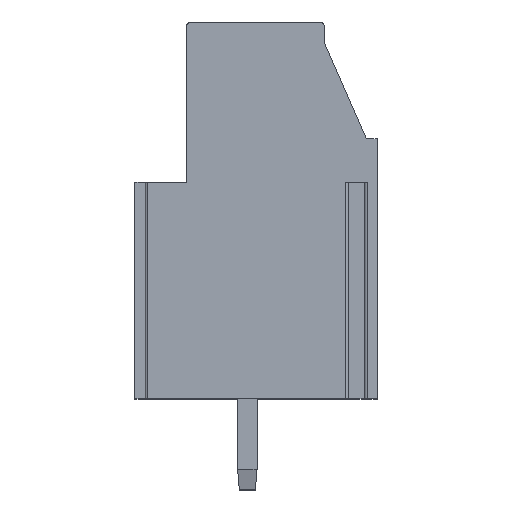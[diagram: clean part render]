
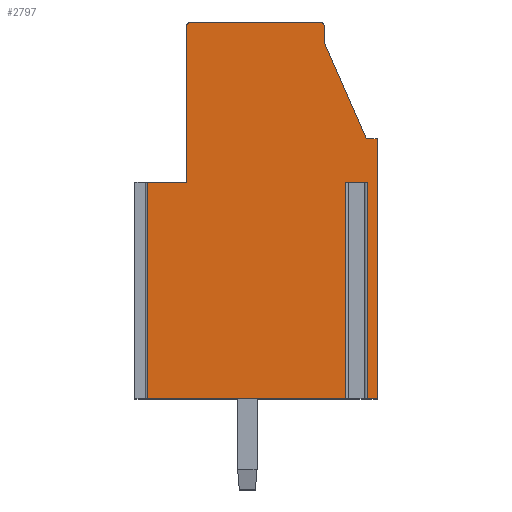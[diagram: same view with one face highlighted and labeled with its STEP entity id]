
A CAD part, top view. The second image highlights one B-rep face of the part: STEP entity #2797.
In plain terms, the highlighted planar face has unit normal (0, 0, 1).
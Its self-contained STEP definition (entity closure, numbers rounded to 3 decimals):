
#83=DIRECTION('',(-1.,0.,0.));
#84=VECTOR('',#83,1.806);
#85=CARTESIAN_POINT('',(-3.2,1.3,2.5));
#86=LINE('',#85,#84);
#523=DIRECTION('',(1.,0.,0.));
#524=VECTOR('',#523,0.989);
#525=CARTESIAN_POINT('',(4.142,1.3,2.5));
#526=LINE('',#525,#524);
#527=DIRECTION('',(0.,-1.,0.));
#528=VECTOR('',#527,10.);
#529=CARTESIAN_POINT('',(4.142,1.3,2.5));
#530=LINE('',#529,#528);
#531=DIRECTION('',(1.,0.,0.));
#532=VECTOR('',#531,9.148);
#533=CARTESIAN_POINT('',(-5.006,-8.7,2.5));
#534=LINE('',#533,#532);
#535=DIRECTION('',(0.,-1.,0.));
#536=VECTOR('',#535,10.);
#537=CARTESIAN_POINT('',(-5.006,1.3,2.5));
#538=LINE('',#537,#536);
#539=DIRECTION('',(0.,-1.,0.));
#540=VECTOR('',#539,7.2);
#541=CARTESIAN_POINT('',(-3.2,8.5,2.5));
#542=LINE('',#541,#540);
#543=CARTESIAN_POINT('',(-3.,8.5,2.5));
#544=DIRECTION('',(0.,0.,1.));
#545=DIRECTION('',(0.,1.,0.));
#546=AXIS2_PLACEMENT_3D('',#543,#544,#545);
#548=DIRECTION('',(-1.,0.,0.));
#549=VECTOR('',#548,5.95);
#550=CARTESIAN_POINT('',(2.95,8.7,2.5));
#551=LINE('',#550,#549);
#552=CARTESIAN_POINT('',(2.95,8.5,2.5));
#553=DIRECTION('',(0.,0.,1.));
#554=DIRECTION('',(1.,0.,0.));
#555=AXIS2_PLACEMENT_3D('',#552,#553,#554);
#557=DIRECTION('',(0.,1.,0.));
#558=VECTOR('',#557,0.75);
#559=CARTESIAN_POINT('',(3.15,7.75,2.5));
#560=LINE('',#559,#558);
#561=DIRECTION('',(-0.401,0.916,0.));
#562=VECTOR('',#561,4.859);
#563=CARTESIAN_POINT('',(5.1,3.3,2.5));
#564=LINE('',#563,#562);
#565=DIRECTION('',(-1.,0.,0.));
#566=VECTOR('',#565,0.5);
#567=CARTESIAN_POINT('',(5.6,3.3,2.5));
#568=LINE('',#567,#566);
#569=DIRECTION('',(0.,1.,0.));
#570=VECTOR('',#569,12.);
#571=CARTESIAN_POINT('',(5.6,-8.7,2.5));
#572=LINE('',#571,#570);
#573=DIRECTION('',(1.,0.,0.));
#574=VECTOR('',#573,0.469);
#575=CARTESIAN_POINT('',(5.131,-8.7,2.5));
#576=LINE('',#575,#574);
#577=DIRECTION('',(0.,-1.,0.));
#578=VECTOR('',#577,10.);
#579=CARTESIAN_POINT('',(5.131,1.3,2.5));
#580=LINE('',#579,#578);
#1661=CARTESIAN_POINT('',(5.1,3.3,2.5));
#1662=CARTESIAN_POINT('',(3.15,7.75,2.5));
#1663=VERTEX_POINT('',#1661);
#1664=VERTEX_POINT('',#1662);
#1665=CARTESIAN_POINT('',(3.15,8.5,2.5));
#1666=VERTEX_POINT('',#1665);
#1667=CARTESIAN_POINT('',(2.95,8.7,2.5));
#1668=VERTEX_POINT('',#1667);
#1669=CARTESIAN_POINT('',(-3.,8.7,2.5));
#1670=VERTEX_POINT('',#1669);
#1671=CARTESIAN_POINT('',(-3.2,8.5,2.5));
#1672=VERTEX_POINT('',#1671);
#1673=CARTESIAN_POINT('',(-3.2,1.3,2.5));
#1674=VERTEX_POINT('',#1673);
#1675=CARTESIAN_POINT('',(5.6,-8.7,2.5));
#1676=CARTESIAN_POINT('',(5.6,3.3,2.5));
#1677=VERTEX_POINT('',#1675);
#1678=VERTEX_POINT('',#1676);
#1691=CARTESIAN_POINT('',(4.142,1.3,2.5));
#1692=CARTESIAN_POINT('',(5.131,1.3,2.5));
#1693=VERTEX_POINT('',#1691);
#1694=VERTEX_POINT('',#1692);
#1695=CARTESIAN_POINT('',(-5.006,1.3,2.5));
#1696=CARTESIAN_POINT('',(-5.006,-8.7,2.5));
#1697=VERTEX_POINT('',#1695);
#1698=VERTEX_POINT('',#1696);
#1699=CARTESIAN_POINT('',(5.131,-8.7,2.5));
#1700=VERTEX_POINT('',#1699);
#1701=CARTESIAN_POINT('',(4.142,-8.7,2.5));
#1702=VERTEX_POINT('',#1701);
#2772=CARTESIAN_POINT('',(0.,0.,2.5));
#2773=DIRECTION('',(0.,0.,1.));
#2774=DIRECTION('',(1.,0.,0.));
#2775=AXIS2_PLACEMENT_3D('',#2772,#2773,#2774);
#2776=PLANE('',#2775);
#2778=ORIENTED_EDGE('',*,*,#2777,.F.);
#2780=ORIENTED_EDGE('',*,*,#2779,.T.);
#2781=ORIENTED_EDGE('',*,*,#2546,.F.);
#2782=ORIENTED_EDGE('',*,*,#2764,.F.);
#2783=ORIENTED_EDGE('',*,*,#2189,.F.);
#2784=ORIENTED_EDGE('',*,*,#2363,.F.);
#2785=ORIENTED_EDGE('',*,*,#2376,.F.);
#2786=ORIENTED_EDGE('',*,*,#2390,.F.);
#2787=ORIENTED_EDGE('',*,*,#2422,.F.);
#2788=ORIENTED_EDGE('',*,*,#2436,.F.);
#2789=ORIENTED_EDGE('',*,*,#2450,.F.);
#2790=ORIENTED_EDGE('',*,*,#2464,.F.);
#2791=ORIENTED_EDGE('',*,*,#2478,.F.);
#2792=ORIENTED_EDGE('',*,*,#2562,.F.);
#2794=ORIENTED_EDGE('',*,*,#2793,.F.);
#2795=EDGE_LOOP('',(#2778,#2780,#2781,#2782,#2783,#2784,#2785,#2786,#2787,#2788,
#2789,#2790,#2791,#2792,#2794));
#2796=FACE_OUTER_BOUND('',#2795,.F.);
#547=CIRCLE('',#546,0.2);
#556=CIRCLE('',#555,0.2);
#2189=EDGE_CURVE('',#1674,#1697,#86,.T.);
#2363=EDGE_CURVE('',#1672,#1674,#542,.T.);
#2376=EDGE_CURVE('',#1670,#1672,#547,.T.);
#2390=EDGE_CURVE('',#1668,#1670,#551,.T.);
#2422=EDGE_CURVE('',#1666,#1668,#556,.T.);
#2436=EDGE_CURVE('',#1664,#1666,#560,.T.);
#2450=EDGE_CURVE('',#1663,#1664,#564,.T.);
#2464=EDGE_CURVE('',#1678,#1663,#568,.T.);
#2478=EDGE_CURVE('',#1677,#1678,#572,.T.);
#2546=EDGE_CURVE('',#1698,#1702,#534,.T.);
#2562=EDGE_CURVE('',#1700,#1677,#576,.T.);
#2764=EDGE_CURVE('',#1697,#1698,#538,.T.);
#2777=EDGE_CURVE('',#1693,#1694,#526,.T.);
#2779=EDGE_CURVE('',#1693,#1702,#530,.T.);
#2793=EDGE_CURVE('',#1694,#1700,#580,.T.);
#2797=ADVANCED_FACE('',(#2796),#2776,.T.);
